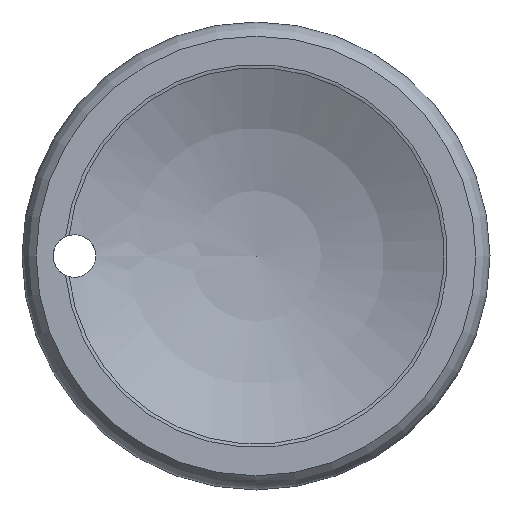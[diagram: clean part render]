
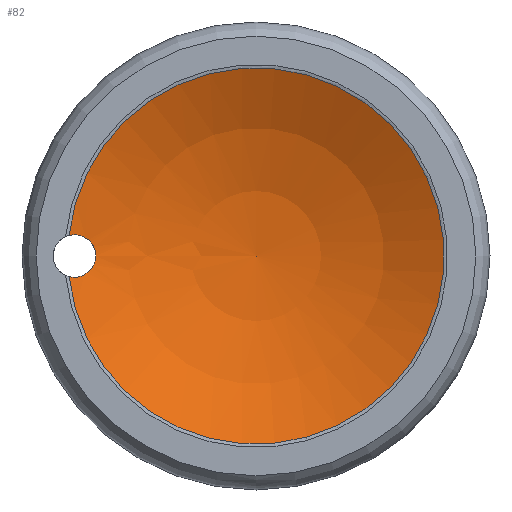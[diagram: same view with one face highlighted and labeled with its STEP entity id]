
A CAD part, left-side view. The second image highlights one B-rep face of the part: STEP entity #82.
In plain terms, the highlighted spherical face has radius 28 mm.
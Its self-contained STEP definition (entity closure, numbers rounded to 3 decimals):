
#82 = ADVANCED_FACE( '', ( #178, #179 ), #180, .F. );
#178 = FACE_BOUND( '', #267, .T. );
#179 = FACE_OUTER_BOUND( '', #268, .T. );
#180 = SPHERICAL_SURFACE( '', #269, 28. );
#267 = VERTEX_LOOP( '', #395 );
#268 = EDGE_LOOP( '', ( #396, #397 ) );
#269 = AXIS2_PLACEMENT_3D( '', #398, #399, #400 );
#395 = VERTEX_POINT( '', #447 );
#396 = ORIENTED_EDGE( '', *, *, #417, .F. );
#397 = ORIENTED_EDGE( '', *, *, #437, .F. );
#398 = CARTESIAN_POINT( '', ( -48.6, 0., 0. ) );
#399 = DIRECTION( '', ( 1., 0., 0. ) );
#400 = DIRECTION( '', ( 0., 1., 0. ) );
#417 = EDGE_CURVE( '', #472, #474, #475, .T. );
#437 = EDGE_CURVE( '', #474, #472, #498, .T. );
#447 = CARTESIAN_POINT( '', ( -20.6, 0., 0. ) );
#472 = VERTEX_POINT( '', #597 );
#474 = VERTEX_POINT( '', #602 );
#475 = CIRCLE( '', #603, 13.263 );
#498 = B_SPLINE_CURVE_WITH_KNOTS( '', 3, ( #672, #673, #674, #675, #676, #677, #678, #679, #680, #681, #682, #683, #684, #685, #686, #687, #688, #689, #690, #691, #692, #693, #694, #695, #696, #697, #698, #699 ), .UNSPECIFIED., .F., .F., ( 4, 2, 2, 2, 2, 2, 2, 2, 2, 2, 2, 2, 2, 4 ), ( 0., 0., 0.001, 0.001, 0.001, 0.002, 0.002, 0.003, 0.003, 0.003, 0.004, 0.004, 0.004, 0.006 ), .UNSPECIFIED. );
#597 = CARTESIAN_POINT( '', ( -23.94, 13.183, 1.45 ) );
#602 = CARTESIAN_POINT( '', ( -23.94, 13.183, -1.45 ) );
#603 = AXIS2_PLACEMENT_3D( '', #798, #799, #800 );
#672 = CARTESIAN_POINT( '', ( -23.94, 13.183, -1.45 ) );
#673 = CARTESIAN_POINT( '', ( -23.885, 13.077, -1.478 ) );
#674 = CARTESIAN_POINT( '', ( -23.83, 12.969, -1.494 ) );
#675 = CARTESIAN_POINT( '', ( -23.718, 12.753, -1.503 ) );
#676 = CARTESIAN_POINT( '', ( -23.662, 12.644, -1.496 ) );
#677 = CARTESIAN_POINT( '', ( -23.552, 12.428, -1.457 ) );
#678 = CARTESIAN_POINT( '', ( -23.498, 12.324, -1.427 ) );
#679 = CARTESIAN_POINT( '', ( -23.395, 12.12, -1.342 ) );
#680 = CARTESIAN_POINT( '', ( -23.344, 12.021, -1.287 ) );
#681 = CARTESIAN_POINT( '', ( -23.251, 11.838, -1.156 ) );
#682 = CARTESIAN_POINT( '', ( -23.209, 11.753, -1.08 ) );
#683 = CARTESIAN_POINT( '', ( -23.131, 11.599, -0.906 ) );
#684 = CARTESIAN_POINT( '', ( -23.097, 11.531, -0.808 ) );
#685 = CARTESIAN_POINT( '', ( -23.041, 11.42, -0.6 ) );
#686 = CARTESIAN_POINT( '', ( -23.019, 11.376, -0.485 ) );
#687 = CARTESIAN_POINT( '', ( -22.989, 11.316, -0.25 ) );
#688 = CARTESIAN_POINT( '', ( -22.982, 11.3, -0.129 ) );
#689 = CARTESIAN_POINT( '', ( -22.981, 11.3, 0.118 ) );
#690 = CARTESIAN_POINT( '', ( -22.989, 11.314, 0.239 ) );
#691 = CARTESIAN_POINT( '', ( -23.018, 11.372, 0.475 ) );
#692 = CARTESIAN_POINT( '', ( -23.039, 11.416, 0.59 ) );
#693 = CARTESIAN_POINT( '', ( -23.095, 11.526, 0.801 ) );
#694 = CARTESIAN_POINT( '', ( -23.129, 11.594, 0.9 ) );
#695 = CARTESIAN_POINT( '', ( -23.206, 11.747, 1.074 ) );
#696 = CARTESIAN_POINT( '', ( -23.249, 11.833, 1.152 ) );
#697 = CARTESIAN_POINT( '', ( -23.483, 12.295, 1.484 ) );
#698 = CARTESIAN_POINT( '', ( -23.719, 12.757, 1.563 ) );
#699 = CARTESIAN_POINT( '', ( -23.94, 13.183, 1.45 ) );
#798 = CARTESIAN_POINT( '', ( -23.94, 0., 0. ) );
#799 = DIRECTION( '', ( 1., 0., 0. ) );
#800 = DIRECTION( '', ( 0., 0., -1. ) );
